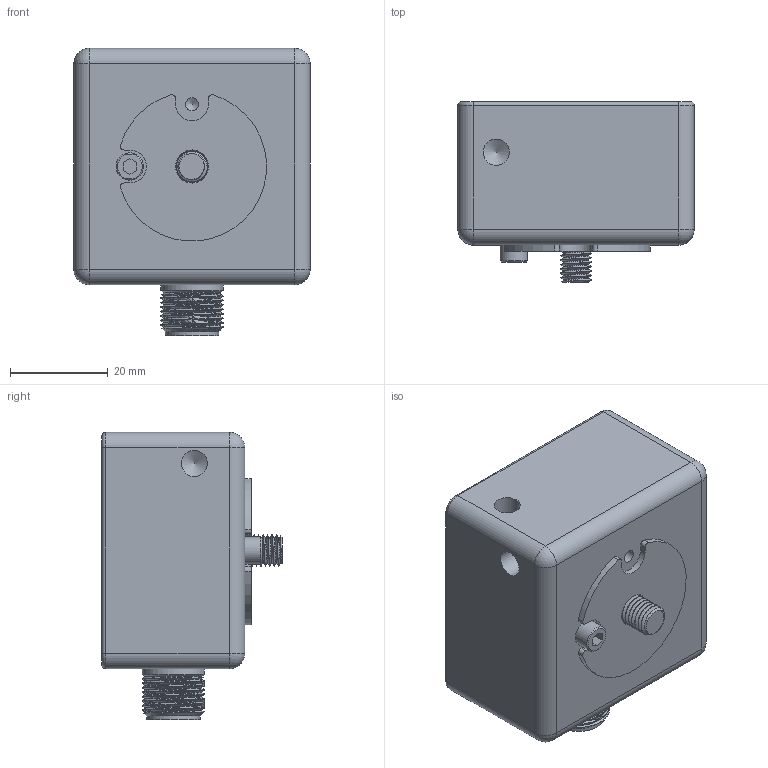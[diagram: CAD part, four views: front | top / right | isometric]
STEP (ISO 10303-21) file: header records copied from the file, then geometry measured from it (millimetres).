
FILE_DESCRIPTION(/* description */ (''),/* implementation_level */ '2;1');
FILE_NAME(/* name */ 'TXFA331.stp',/* time_stamp */ '2021-07-13T08:41:55-04:00',/* author */ ('lcup'),/* organization */ (''),/* preprocessor_version */ 'ST-DEVELOPER v18',/* originating_system */ 'Autodesk Inventor 2020',/* authorisation */ '');
FILE_SCHEMA (('AUTOMOTIVE_DESIGN { 1 0 10303 214 3 1 1 }'));
Products named in the file (51): TXFA SERIES; EPN11322; EPN11323; ACP50448; ACP32131; ACA10196; ACP32003; ACP32132; ACP32133; ACP32240; ACP32260; ACP32259; ACP32268; BIG BOY TEMP BOARD; EPN11347 REV A; Board; Open CASCADE STEP translator 6.8 1.1.1; U1; 5593773408; Body; Open_CASCADE_STEP_translator_6.8_10.1.1; Leader; R2; 5593772688; Mid_Body; Terminal; Open_CASCADE_STEP_translator_6.8_3.2.1; Mark; R1; 5593775008; Mid_Body_1; Terminal_1; Open_CASCADE_STEP_translator_6.8_3.2.1_1; Mark_1; D1; 5593769328; Body_1; Open_CASCADE_STEP_translator_6.8_13.1.1; lead; C1 ...
Assembly tree (61 placements, depth 7):
  TXFA SERIES
    EPN11322
    EPN11323
    ACP50448
    ACP32131
    ACA10196  x3
      ACP32003
      ACP32132
      ACP32133
      ACP32240
      ACP32260
        ACP32259
    ACP32268
    BIG BOY TEMP BOARD
      EPN11347 REV A
        Board
          Open CASCADE STEP translator 6.8 1.1.1
        U1
          5593773408
            Body
              Open_CASCADE_STEP_translator_6.8_10.1.1
            Leader  x3
        R2
          5593772688
            Mid_Body
            Terminal  x2
              Open_CASCADE_STEP_translator_6.8_3.2.1
            Mark
        R1
          5593775008
            Mid_Body_1
            Terminal_1  x2
              Open_CASCADE_STEP_translator_6.8_3.2.1_1
            Mark_1
        D1
          5593769328
            Body_1
              Open_CASCADE_STEP_translator_6.8_13.1.1
            lead  x2
        C1
          5593771008
            Terminal_2
              Open_CASCADE_STEP_translator_6.8_5.1.1
              Open_CASCADE_STEP_translator_6.8_5.1.2
            Mid_Body_2
              Open_CASCADE_STEP_translator_6.8_5.2.1
      NAMEPLATE
    hat532  x3
    hat3243  x3
    TXFA SERIES.Harness2
      TXFA SERIES.Harness2_1
Bounding box: 48.29 x 36.83 x 58.7 mm (x, y, z)
Volume: 47696.2 mm3; surface area: 44883.1 mm2
Topology: 86 solids, 93 shells, 1449 faces, 3491 edges, 2182 vertices
Faces by surface type: plane 738, cylinder 274, bspline 258, sphere 68, torus 60, cone 51
Full cylindrical faces by diameter (mm): 0.889 x4, 1.016 x11, 1.27 x3, 2.032 x12, 2.642 x2, 3.505 x1, 4.501 x3, 4.953 x1, 5.359 x3, 5.588 x1, 6.35 x2, 6.756 x1, 7.95 x2, 8.4 x3, 9.525 x1, 9.652 x1, 10.471 x1, 10.668 x1, 10.922 x1, 11.43 x3, 12.7 x10, 13.208 x1, 13.665 x3, 15.494 x3, 15.507 x3, 16.51 x3, 17.018 x3, 17.17 x6, 17.983 x6, 18.796 x1
Entity records: 52665 total; most frequent: CARTESIAN_POINT 21986, ORIENTED_EDGE 5970, DIRECTION 5494, EDGE_CURVE 2992, AXIS2_PLACEMENT_3D 1906, VERTEX_POINT 1890, LINE 1682, VECTOR 1682
